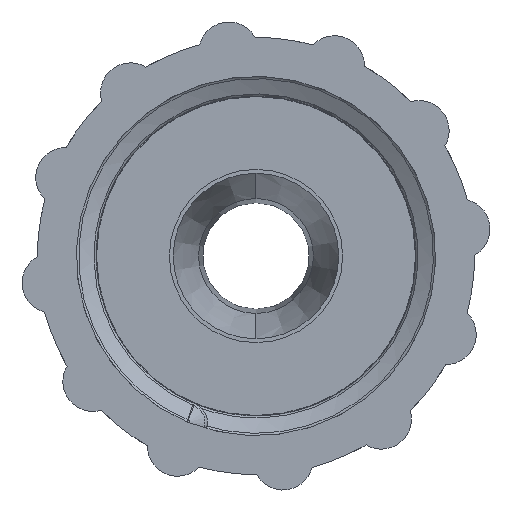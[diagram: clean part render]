
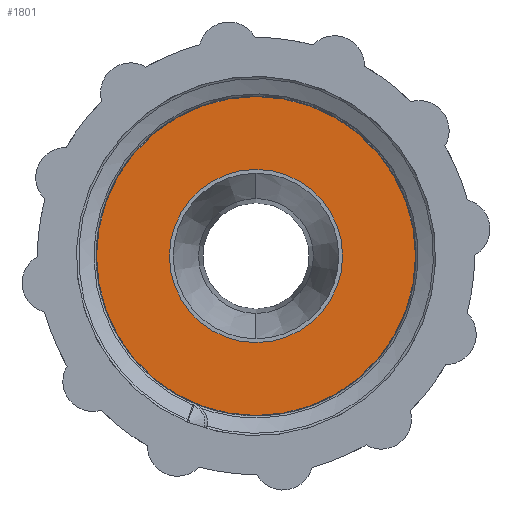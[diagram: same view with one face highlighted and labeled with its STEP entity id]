
A CAD part, left-side view. The second image highlights one B-rep face of the part: STEP entity #1801.
In plain terms, the highlighted planar face has unit normal (-1, 0, 0).
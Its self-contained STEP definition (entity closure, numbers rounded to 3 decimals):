
#749 = EDGE_CURVE ( 'NONE', #6321, #6324, #7373, .T. ) ;
#753 = EDGE_CURVE ( 'NONE', #6340, #6716, #7379, .T. ) ;
#755 = EDGE_CURVE ( 'NONE', #6716, #6340, #7381, .T. ) ;
#756 = EDGE_CURVE ( 'NONE', #6324, #6321, #7385, .T. ) ;
#1801 = ADVANCED_FACE ( 'NONE', ( #4938, #4939 ), #4940, .F. ) ;
#2863 = CARTESIAN_POINT ( 'NONE',  ( -1.15, 0., 9.3 ) ) ;
#2866 = CARTESIAN_POINT ( 'NONE',  ( -1.15, 0., -9.3 ) ) ;
#2882 = CARTESIAN_POINT ( 'NONE',  ( -1.15, 0., -5.05 ) ) ;
#2935 = CARTESIAN_POINT ( 'NONE',  ( -1.15, 0., 5.05 ) ) ;
#4934 = CARTESIAN_POINT ( 'NONE',  ( -1.15, 0., -9.3 ) ) ;
#4938 = FACE_BOUND ( 'NONE', #6360, .T. ) ;
#4939 = FACE_OUTER_BOUND ( 'NONE', #6356, .T. ) ;
#4940 = PLANE ( 'NONE',  #7460 ) ;
#4942 = DIRECTION ( 'NONE',  ( 1., 0., 0. ) ) ;
#4943 = DIRECTION ( 'NONE',  ( 0., 0., -1. ) ) ;
#6186 = CARTESIAN_POINT ( 'NONE',  ( -1.15, 0., 0. ) ) ;
#6187 = DIRECTION ( 'NONE',  ( -1., 0., 0. ) ) ;
#6188 = DIRECTION ( 'NONE',  ( 0., 0., 1. ) ) ;
#6198 = CARTESIAN_POINT ( 'NONE',  ( -1.15, 0., 0. ) ) ;
#6199 = DIRECTION ( 'NONE',  ( -1., 0., 0. ) ) ;
#6200 = DIRECTION ( 'NONE',  ( 0., 0., 1. ) ) ;
#6202 = CARTESIAN_POINT ( 'NONE',  ( -1.15, 0., 0. ) ) ;
#6203 = DIRECTION ( 'NONE',  ( -1., 0., 0. ) ) ;
#6204 = DIRECTION ( 'NONE',  ( 0., 0., 1. ) ) ;
#6205 = CARTESIAN_POINT ( 'NONE',  ( -1.15, 0., 0. ) ) ;
#6206 = DIRECTION ( 'NONE',  ( -1., 0., 0. ) ) ;
#6207 = DIRECTION ( 'NONE',  ( 0., 0., 1. ) ) ;
#6321 = VERTEX_POINT ( 'NONE', #2863 ) ;
#6324 = VERTEX_POINT ( 'NONE', #2866 ) ;
#6340 = VERTEX_POINT ( 'NONE', #2882 ) ;
#6356 = EDGE_LOOP ( 'NONE', ( #6658, #6659 ) ) ;
#6360 = EDGE_LOOP ( 'NONE', ( #6656, #6657 ) ) ;
#6656 = ORIENTED_EDGE ( 'NONE', *, *, #755, .F. ) ;
#6657 = ORIENTED_EDGE ( 'NONE', *, *, #753, .F. ) ;
#6658 = ORIENTED_EDGE ( 'NONE', *, *, #749, .T. ) ;
#6659 = ORIENTED_EDGE ( 'NONE', *, *, #756, .T. ) ;
#6716 = VERTEX_POINT ( 'NONE', #2935 ) ;
#7373 = CIRCLE ( 'NONE', #7377, 9.3 ) ;
#7377 = AXIS2_PLACEMENT_3D ( 'NONE', #6186, #6187, #6188 ) ;
#7379 = CIRCLE ( 'NONE', #7383, 5.05 ) ;
#7381 = CIRCLE ( 'NONE', #7386, 5.05 ) ;
#7383 = AXIS2_PLACEMENT_3D ( 'NONE', #6198, #6199, #6200 ) ;
#7385 = CIRCLE ( 'NONE', #7388, 9.3 ) ;
#7386 = AXIS2_PLACEMENT_3D ( 'NONE', #6202, #6203, #6204 ) ;
#7388 = AXIS2_PLACEMENT_3D ( 'NONE', #6205, #6206, #6207 ) ;
#7460 = AXIS2_PLACEMENT_3D ( 'NONE', #4934, #4942, #4943 ) ;
